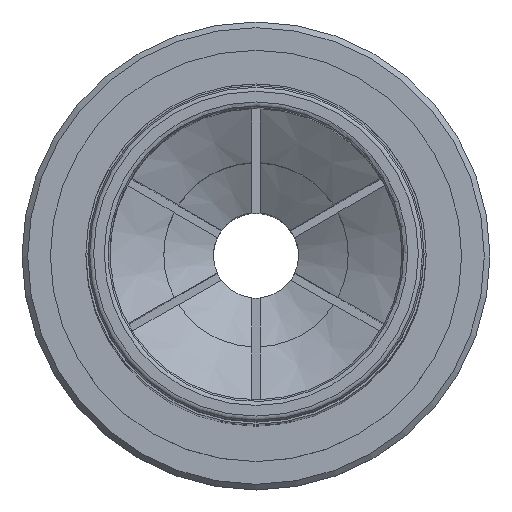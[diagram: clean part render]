
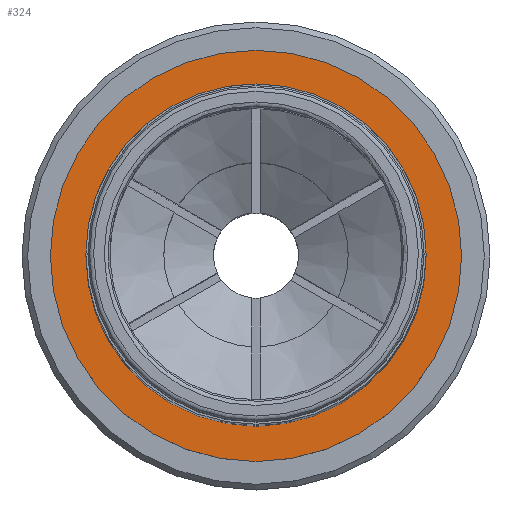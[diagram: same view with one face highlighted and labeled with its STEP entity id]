
A CAD part, top view. The second image highlights one B-rep face of the part: STEP entity #324.
In plain terms, the highlighted planar face has unit normal (0, 0, 1).
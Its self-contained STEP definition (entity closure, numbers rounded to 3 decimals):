
#324=ADVANCED_FACE('',(#406,#407),#383,.F.);
#383=PLANE('',#1294);
#406=FACE_BOUND('',#446,.T.);
#407=FACE_BOUND('',#447,.T.);
#446=EDGE_LOOP('',(#528));
#447=EDGE_LOOP('',(#529));
#528=ORIENTED_EDGE('',*,*,#1026,.T.);
#529=ORIENTED_EDGE('',*,*,#1027,.T.);
#892=VERTEX_POINT('',#1713);
#893=VERTEX_POINT('',#1715);
#1026=EDGE_CURVE('',#892,#892,#1208,.T.);
#1027=EDGE_CURVE('',#893,#893,#1209,.T.);
#1208=CIRCLE('',#1292,7.25);
#1209=CIRCLE('',#1293,6.);
#1292=AXIS2_PLACEMENT_3D('',#1712,#1411,#1412);
#1293=AXIS2_PLACEMENT_3D('',#1714,#1413,#1414);
#1294=AXIS2_PLACEMENT_3D('',#1716,#1415,#1416);
#1411=DIRECTION('',(0.,0.,1.));
#1412=DIRECTION('',(-1.,0.,0.));
#1413=DIRECTION('',(0.,0.,-1.));
#1414=DIRECTION('',(-1.,0.,0.));
#1415=DIRECTION('',(0.,0.,-1.));
#1416=DIRECTION('',(1.,0.,0.));
#1712=CARTESIAN_POINT('',(0.,0.,0.));
#1713=CARTESIAN_POINT('',(-7.25,0.,0.));
#1714=CARTESIAN_POINT('',(0.,0.,0.));
#1715=CARTESIAN_POINT('',(-6.,0.,0.));
#1716=CARTESIAN_POINT('',(0.,5.65,0.));
